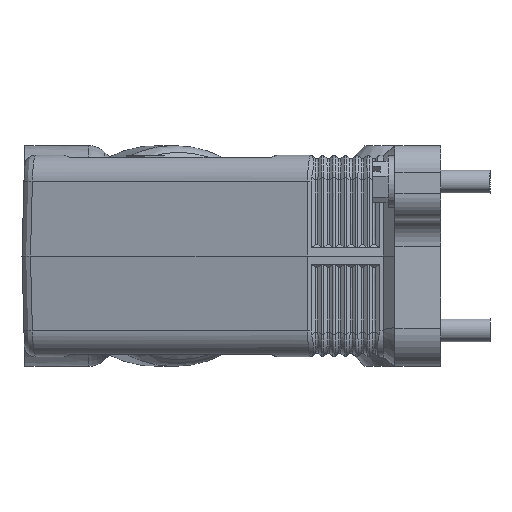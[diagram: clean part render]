
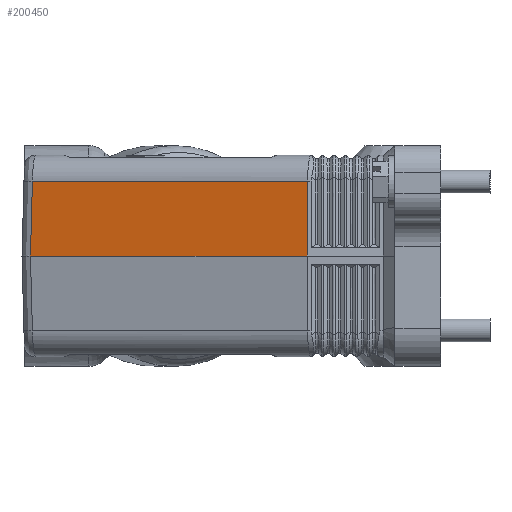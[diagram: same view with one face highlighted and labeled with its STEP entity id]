
A CAD part, left-side view. The second image highlights one B-rep face of the part: STEP entity #200450.
In plain terms, the highlighted planar face has unit normal (-0.966, 0.259, 0.026).
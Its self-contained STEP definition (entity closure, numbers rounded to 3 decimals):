
#100040=CARTESIAN_POINT('',(-84.615,31.294,13.));
#100050=VERTEX_POINT('',#100040);
#180390=CARTESIAN_POINT('',(-83.934,31.205,39.));
#180400=DIRECTION('',(-0.026,0.003,
-1.));
#180410=VECTOR('',#180400,1.);
#180420=LINE('',#180390,#180410);
#180430=CARTESIAN_POINT('',(-84.1,31.226,
32.683));
#180440=VERTEX_POINT('',#180430);
#180450=EDGE_CURVE('',#180440,#100050,#180420,.T.);
#200100=CARTESIAN_POINT('',(-63.861,106.118,
38.991));
#200110=DIRECTION('',(-0.966,0.259,
0.026));
#200120=DIRECTION('',(0.259,0.966,0.));
#200130=AXIS2_PLACEMENT_3D('',#200100,#200110,#200120);
#200140=PLANE('',#200130);
#200150=CARTESIAN_POINT('',(-93.,0.,13.));
#200160=DIRECTION('',(-0.259,-0.966,0.));
#200170=VECTOR('',#200160,1.);
#200180=LINE('',#200150,#200170);
#200190=CARTESIAN_POINT('',(-65.114,104.071,13.));
#200200=VERTEX_POINT('',#200190);
#200210=EDGE_CURVE('',#200200,#100050,#200180,.T.);
#200220=ORIENTED_EDGE('',*,*,#200210,.T.);
#200230=CARTESIAN_POINT('',(-64.719,103.556,
32.683));
#200240=CARTESIAN_POINT('',(-64.721,103.559,
32.562));
#200250=CARTESIAN_POINT('',(-64.724,103.562,
32.44));
#200260=CARTESIAN_POINT('',(-64.853,103.731,
26.001));
#200270=CARTESIAN_POINT('',(-64.98,103.896,
19.683));
#200280=CARTESIAN_POINT('',(-65.11,104.065,
13.243));
#200290=CARTESIAN_POINT('',(-65.112,104.068,
13.122));
#200300=CARTESIAN_POINT('',(-65.114,104.071,13.));
#200310=B_SPLINE_CURVE_WITH_KNOTS('',3,(#200230,#200240,#200250,#200260,
#200270,#200280,#200290,#200300),.UNSPECIFIED.,.F.,.F.,(4,2,2,4),(0.,
0.365,19.329,19.694),.UNSPECIFIED.);
#200320=CARTESIAN_POINT('',(-64.719,103.556,
32.683));
#200330=VERTEX_POINT('',#200320);
#200340=EDGE_CURVE('',#200330,#200200,#200310,.T.);
#200350=ORIENTED_EDGE('',*,*,#200340,.T.);
#200360=CARTESIAN_POINT('',(-91.981,1.811,
32.683));
#200370=DIRECTION('',(0.259,0.966,0.));
#200380=VECTOR('',#200370,1.);
#200390=LINE('',#200360,#200380);
#200400=EDGE_CURVE('',#180440,#200330,#200390,.T.);
#200410=ORIENTED_EDGE('',*,*,#200400,.T.);
#200420=ORIENTED_EDGE('',*,*,#180450,.F.);
#200430=EDGE_LOOP('',(#200420,#200410,#200350,#200220));
#200440=FACE_OUTER_BOUND('',#200430,.T.);
#200450=ADVANCED_FACE('',(#200440),#200140,.T.);
